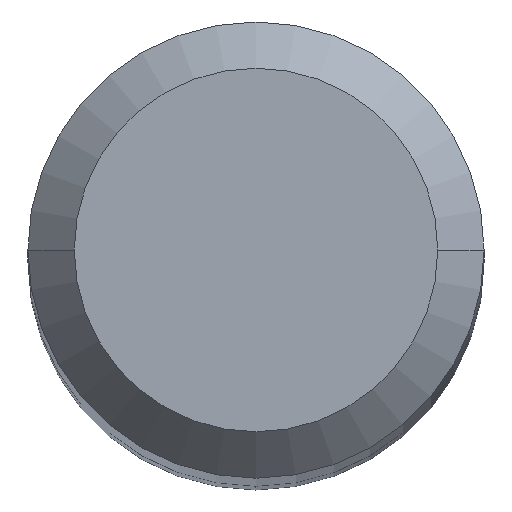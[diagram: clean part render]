
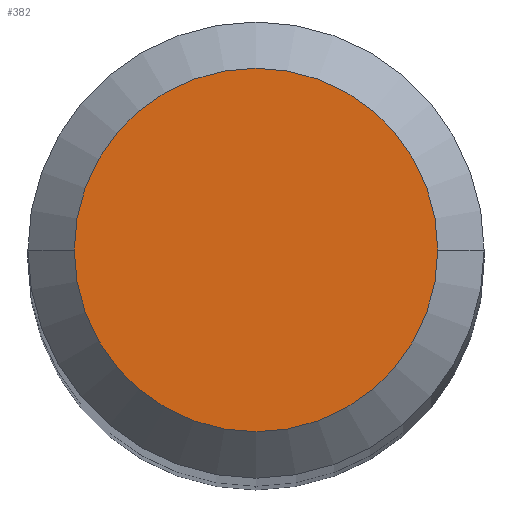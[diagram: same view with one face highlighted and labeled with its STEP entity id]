
A CAD part, top view. The second image highlights one B-rep face of the part: STEP entity #382.
In plain terms, the highlighted planar face has unit normal (0, 0, 1).
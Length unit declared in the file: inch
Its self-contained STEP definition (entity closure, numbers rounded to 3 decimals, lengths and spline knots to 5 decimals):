
#10 = CARTESIAN_POINT ( 'NONE',  ( 0., 0., 0. ) ) ;
#34 = CARTESIAN_POINT ( 'NONE',  ( 0., 0., 0. ) ) ;
#43 = PLANE ( 'NONE',  #105 ) ;
#71 = FACE_OUTER_BOUND ( 'NONE', #227, .T. ) ;
#78 = CARTESIAN_POINT ( 'NONE',  ( -0.07845, 0., 0. ) ) ;
#103 = DIRECTION ( 'NONE',  ( 0., 0., -1. ) ) ;
#105 = AXIS2_PLACEMENT_3D ( 'NONE', #34, #103, #350 ) ;
#108 = CARTESIAN_POINT ( 'NONE',  ( 0.07845, 0., 0. ) ) ;
#124 = ORIENTED_EDGE ( 'NONE', *, *, #136, .T. ) ;
#131 = VERTEX_POINT ( 'NONE', #108 ) ;
#136 = EDGE_CURVE ( 'NONE', #393, #131, #309, .T. ) ;
#161 = AXIS2_PLACEMENT_3D ( 'NONE', #10, #365, #170 ) ;
#167 = DIRECTION ( 'NONE',  ( 0., 0., 1. ) ) ;
#170 = DIRECTION ( 'NONE',  ( 1., 0., 0. ) ) ;
#178 = CARTESIAN_POINT ( 'NONE',  ( 0., 0., 0. ) ) ;
#227 = EDGE_LOOP ( 'NONE', ( #124, #383 ) ) ;
#238 = EDGE_CURVE ( 'NONE', #131, #393, #344, .T. ) ;
#309 = CIRCLE ( 'NONE', #369, 0.07845 ) ;
#344 = CIRCLE ( 'NONE', #161, 0.07845 ) ;
#350 = DIRECTION ( 'NONE',  ( -1., 0., 0. ) ) ;
#365 = DIRECTION ( 'NONE',  ( 0., 0., 1. ) ) ;
#369 = AXIS2_PLACEMENT_3D ( 'NONE', #178, #167, #407 ) ;
#382 = ADVANCED_FACE ( 'NONE', ( #71 ), #43, .F. ) ;
#383 = ORIENTED_EDGE ( 'NONE', *, *, #238, .T. ) ;
#393 = VERTEX_POINT ( 'NONE', #78 ) ;
#407 = DIRECTION ( 'NONE',  ( 1., 0., 0. ) ) ;
